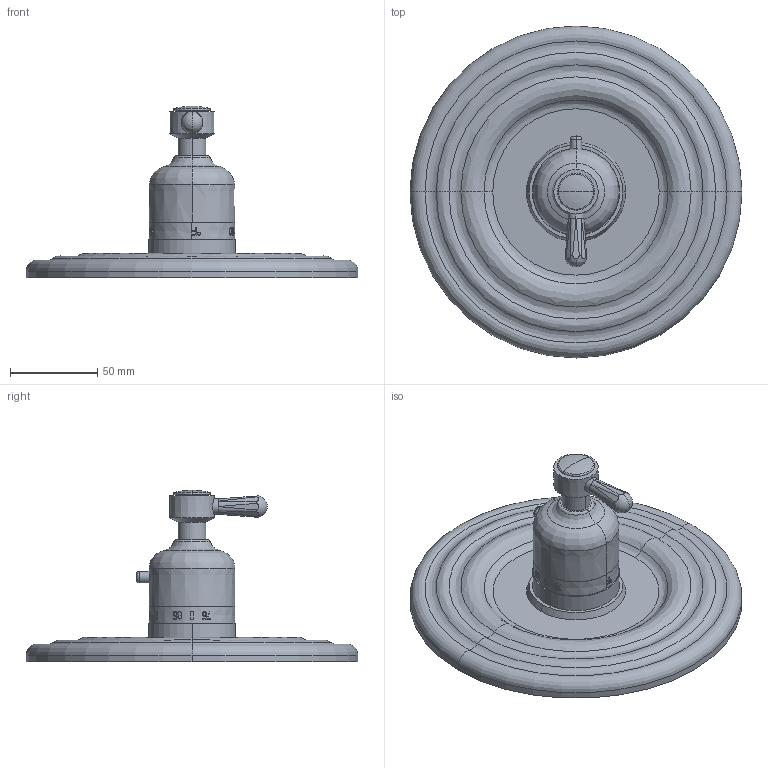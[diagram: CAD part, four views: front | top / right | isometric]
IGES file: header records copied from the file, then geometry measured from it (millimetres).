
Start section:  PTC IGES file: 3-1664tr.igs
Global section: file name: 3-1664tr.igs; native system: Creo Parametric by PTC Inc.; preprocessor: 2018400; author: jinson.thomas; organization: Unknown; date: 20201203.142244; units: inch
Bounding box: 190.5 x 190.5 x 98.48 mm (x, y, z)
Volume: 412093.8 mm3; surface area: 74589.1 mm2
Topology: 1 solids, 1 shells, 418 faces, 1141 edges, 743 vertices
Faces by surface type: bspline 345, revolution 73
